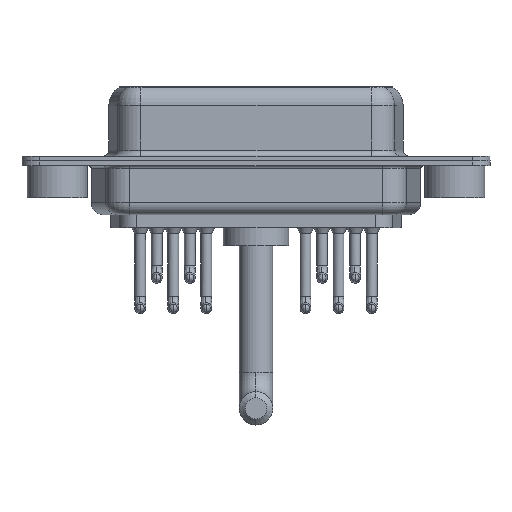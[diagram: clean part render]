
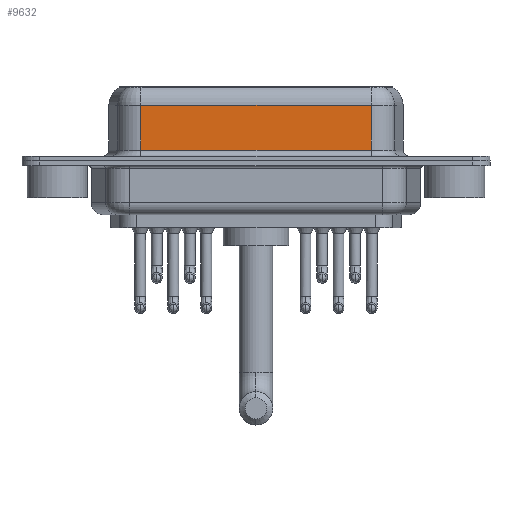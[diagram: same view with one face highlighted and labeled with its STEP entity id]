
A CAD part, front view. The second image highlights one B-rep face of the part: STEP entity #9632.
In plain terms, the highlighted planar face has unit normal (0, -1, 0).
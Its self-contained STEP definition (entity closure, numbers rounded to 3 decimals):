
#856 = VERTEX_POINT ( 'NONE', #10013 ) ;
#967 = EDGE_CURVE ( 'NONE', #2117, #856, #1327, .T. ) ;
#1166 = DIRECTION ( 'NONE',  ( 0., 0., -1. ) ) ;
#1327 = LINE ( 'NONE', #15894, #6341 ) ;
#1356 = CARTESIAN_POINT ( 'NONE',  ( 26.287, -3.95, 0.9 ) ) ;
#2116 = ORIENTED_EDGE ( 'NONE', *, *, #6017, .T. ) ;
#2117 = VERTEX_POINT ( 'NONE', #2332 ) ;
#2332 = CARTESIAN_POINT ( 'NONE',  ( 7.013, -3.95, 4.65 ) ) ;
#4545 = EDGE_CURVE ( 'NONE', #17478, #5756, #17343, .T. ) ;
#4662 = DIRECTION ( 'NONE',  ( 0., 0., 1. ) ) ;
#4687 = DIRECTION ( 'NONE',  ( -1., 0., 0. ) ) ;
#4844 = FACE_OUTER_BOUND ( 'NONE', #9774, .T. ) ;
#5756 = VERTEX_POINT ( 'NONE', #1356 ) ;
#6017 = EDGE_CURVE ( 'NONE', #856, #5756, #9464, .T. ) ;
#6160 = CARTESIAN_POINT ( 'NONE',  ( 26.287, -3.95, 4.65 ) ) ;
#6341 = VECTOR ( 'NONE', #13061, 1000. ) ;
#6349 = DIRECTION ( 'NONE',  ( 1., 0., 0. ) ) ;
#8165 = ORIENTED_EDGE ( 'NONE', *, *, #4545, .F. ) ;
#8719 = CARTESIAN_POINT ( 'NONE',  ( 26.287, -3.95, 6.4 ) ) ;
#9464 = LINE ( 'NONE', #14882, #13710 ) ;
#9632 = ADVANCED_FACE ( 'NONE', ( #4844 ), #10610, .F. ) ;
#9774 = EDGE_LOOP ( 'NONE', ( #8165, #12820, #12967, #2116 ) ) ;
#10013 = CARTESIAN_POINT ( 'NONE',  ( 7.013, -3.95, 0.9 ) ) ;
#10610 = PLANE ( 'NONE',  #11664 ) ;
#11664 = AXIS2_PLACEMENT_3D ( 'NONE', #11852, #16398, #4662 ) ;
#11852 = CARTESIAN_POINT ( 'NONE',  ( 26.287, -3.95, 6.4 ) ) ;
#12820 = ORIENTED_EDGE ( 'NONE', *, *, #13047, .T. ) ;
#12967 = ORIENTED_EDGE ( 'NONE', *, *, #967, .T. ) ;
#13047 = EDGE_CURVE ( 'NONE', #17478, #2117, #17465, .T. ) ;
#13061 = DIRECTION ( 'NONE',  ( 0., 0., -1. ) ) ;
#13298 = CARTESIAN_POINT ( 'NONE',  ( 26.287, -3.95, 4.65 ) ) ;
#13710 = VECTOR ( 'NONE', #6349, 1000. ) ;
#14882 = CARTESIAN_POINT ( 'NONE',  ( 26.287, -3.95, 0.9 ) ) ;
#15514 = VECTOR ( 'NONE', #4687, 1000. ) ;
#15894 = CARTESIAN_POINT ( 'NONE',  ( 7.013, -3.95, 6.4 ) ) ;
#16398 = DIRECTION ( 'NONE',  ( 0., 1., 0. ) ) ;
#17343 = LINE ( 'NONE', #8719, #18508 ) ;
#17465 = LINE ( 'NONE', #13298, #15514 ) ;
#17478 = VERTEX_POINT ( 'NONE', #6160 ) ;
#18508 = VECTOR ( 'NONE', #1166, 1000. ) ;
